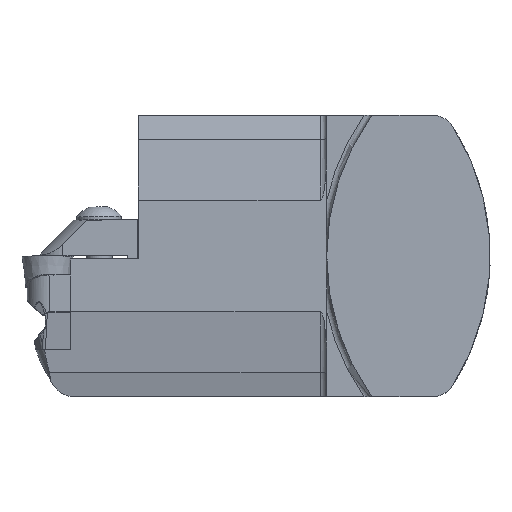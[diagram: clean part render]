
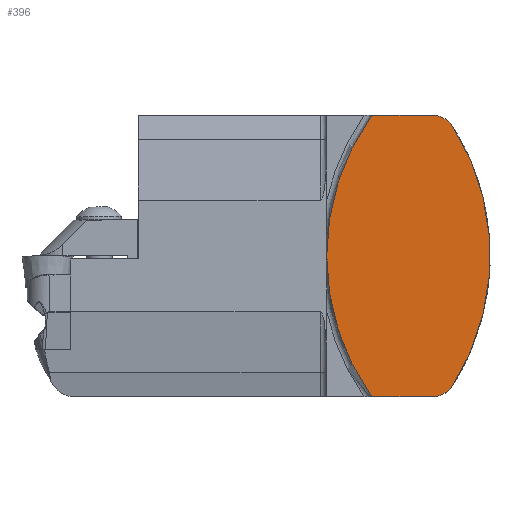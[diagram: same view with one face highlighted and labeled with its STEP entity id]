
A CAD part, top view. The second image highlights one B-rep face of the part: STEP entity #396.
In plain terms, the highlighted planar face has unit normal (0, 0, 1).
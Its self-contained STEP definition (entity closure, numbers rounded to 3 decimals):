
#310=CIRCLE('',#2290,60.25);
#311=CIRCLE('',#2297,60.25);
#313=CIRCLE('',#2300,6.);
#314=CIRCLE('',#2303,6.);
#396=ADVANCED_FACE('',(#575),#509,.T.);
#509=PLANE('',#2348);
#575=FACE_OUTER_BOUND('',#694,.T.);
#694=EDGE_LOOP('',(#986,#987,#988,#989,#990,#991));
#986=ORIENTED_EDGE('',*,*,#1623,.F.);
#987=ORIENTED_EDGE('',*,*,#1652,.F.);
#988=ORIENTED_EDGE('',*,*,#1642,.T.);
#989=ORIENTED_EDGE('',*,*,#1654,.F.);
#990=ORIENTED_EDGE('',*,*,#1632,.T.);
#991=ORIENTED_EDGE('',*,*,#1650,.F.);
#1425=VERTEX_POINT('',#3118);
#1426=VERTEX_POINT('',#3120);
#1434=VERTEX_POINT('',#3156);
#1435=VERTEX_POINT('',#3157);
#1444=VERTEX_POINT('',#3195);
#1445=VERTEX_POINT('',#3196);
#1623=EDGE_CURVE('',#1425,#1426,#1934,.T.);
#1632=EDGE_CURVE('',#1434,#1435,#1941,.T.);
#1642=EDGE_CURVE('',#1444,#1445,#310,.T.);
#1650=EDGE_CURVE('',#1426,#1435,#311,.T.);
#1652=EDGE_CURVE('',#1444,#1425,#313,.T.);
#1654=EDGE_CURVE('',#1434,#1445,#314,.T.);
#1934=LINE('',#3119,#2073);
#1941=LINE('',#3155,#2080);
#2073=VECTOR('',#2527,1.);
#2080=VECTOR('',#2538,1.);
#2290=AXIS2_PLACEMENT_3D('',#3194,#2550,#2551);
#2297=AXIS2_PLACEMENT_3D('',#3211,#2566,#2567);
#2300=AXIS2_PLACEMENT_3D('',#3214,#2572,#2573);
#2303=AXIS2_PLACEMENT_3D('',#3217,#2578,#2579);
#2348=AXIS2_PLACEMENT_3D('',#3377,#2713,#2714);
#2527=DIRECTION('',(-1.,0.,0.));
#2538=DIRECTION('',(-1.,0.,0.));
#2550=DIRECTION('',(0.,0.,1.));
#2551=DIRECTION('',(1.,0.,0.));
#2566=DIRECTION('',(0.,0.,-1.));
#2567=DIRECTION('',(1.,0.,0.));
#2572=DIRECTION('',(0.,0.,-1.));
#2573=DIRECTION('',(1.,0.,0.));
#2578=DIRECTION('',(0.,0.,-1.));
#2579=DIRECTION('',(1.,0.,0.));
#2713=DIRECTION('',(0.,0.,1.));
#2714=DIRECTION('',(1.,0.,0.));
#3118=CARTESIAN_POINT('',(5.998,-35.,0.));
#3119=CARTESIAN_POINT('',(-87.06,-35.,0.));
#3120=CARTESIAN_POINT('',(-9.041,-35.,0.));
#3155=CARTESIAN_POINT('',(-87.06,35.,0.));
#3156=CARTESIAN_POINT('',(5.998,35.,0.));
#3157=CARTESIAN_POINT('',(-9.041,35.,0.));
#3194=CARTESIAN_POINT('',(-39.85,0.,0.));
#3195=CARTESIAN_POINT('',(11.069,-32.207,0.));
#3196=CARTESIAN_POINT('',(11.069,32.207,0.));
#3211=CARTESIAN_POINT('',(40.,0.,0.));
#3214=CARTESIAN_POINT('',(5.998,-29.,0.));
#3217=CARTESIAN_POINT('',(5.998,29.,0.));
#3377=CARTESIAN_POINT('',(0.,0.,0.));
